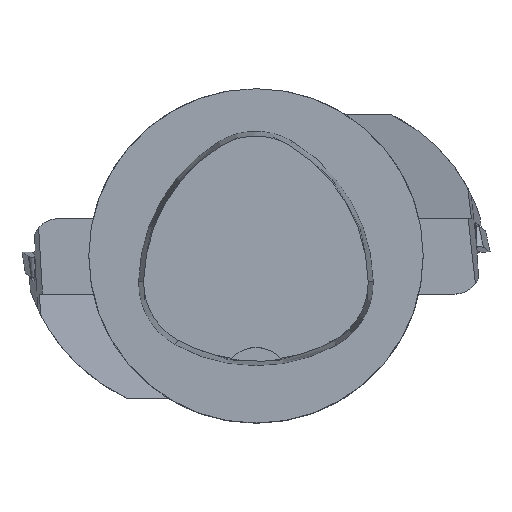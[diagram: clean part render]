
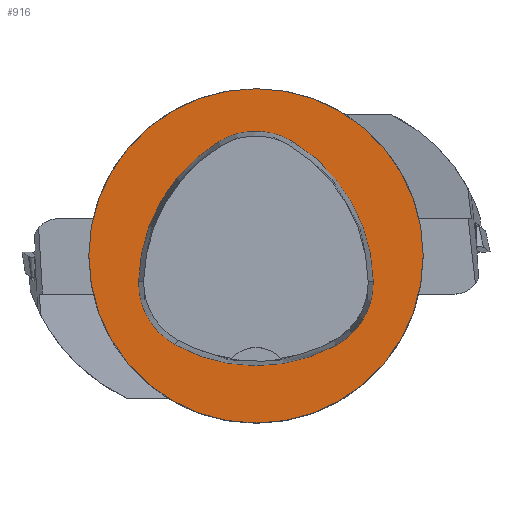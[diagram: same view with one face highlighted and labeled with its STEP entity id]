
A CAD part, top view. The second image highlights one B-rep face of the part: STEP entity #916.
In plain terms, the highlighted planar face has unit normal (0, 0, 1).
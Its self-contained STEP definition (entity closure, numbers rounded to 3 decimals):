
#392=CIRCLE('',#4751,20.);
#394=CIRCLE('',#4754,8.5);
#396=CIRCLE('',#4757,20.);
#398=CIRCLE('',#4760,8.5);
#402=CIRCLE('',#4765,20.);
#404=CIRCLE('',#4768,8.5);
#407=CIRCLE('',#4773,20.);
#916=ADVANCED_FACE('',(#1220,#1221),#1099,.T.);
#1099=PLANE('',#4774);
#1220=FACE_BOUND('',#1446,.T.);
#1221=FACE_BOUND('',#1447,.T.);
#1446=EDGE_LOOP('',(#2347,#2348,#2349,#2350,#2351,#2352));
#1447=EDGE_LOOP('',(#2353));
#2347=ORIENTED_EDGE('',*,*,#3496,.T.);
#2348=ORIENTED_EDGE('',*,*,#3476,.T.);
#2349=ORIENTED_EDGE('',*,*,#3480,.T.);
#2350=ORIENTED_EDGE('',*,*,#3483,.T.);
#2351=ORIENTED_EDGE('',*,*,#3486,.T.);
#2352=ORIENTED_EDGE('',*,*,#3494,.T.);
#2353=ORIENTED_EDGE('',*,*,#3499,.F.);
#2958=VERTEX_POINT('',#7177);
#2959=VERTEX_POINT('',#7178);
#2962=VERTEX_POINT('',#7186);
#2964=VERTEX_POINT('',#7192);
#2966=VERTEX_POINT('',#7198);
#2973=VERTEX_POINT('',#7219);
#2974=VERTEX_POINT('',#7229);
#3476=EDGE_CURVE('',#2958,#2959,#392,.T.);
#3480=EDGE_CURVE('',#2959,#2962,#394,.T.);
#3483=EDGE_CURVE('',#2962,#2964,#396,.T.);
#3486=EDGE_CURVE('',#2964,#2966,#398,.T.);
#3494=EDGE_CURVE('',#2966,#2973,#402,.T.);
#3496=EDGE_CURVE('',#2973,#2958,#404,.T.);
#3499=EDGE_CURVE('',#2974,#2974,#407,.T.);
#4751=AXIS2_PLACEMENT_3D('',#7176,#5634,#5635);
#4754=AXIS2_PLACEMENT_3D('',#7185,#5642,#5643);
#4757=AXIS2_PLACEMENT_3D('',#7191,#5649,#5650);
#4760=AXIS2_PLACEMENT_3D('',#7197,#5656,#5657);
#4765=AXIS2_PLACEMENT_3D('',#7220,#5668,#5669);
#4768=AXIS2_PLACEMENT_3D('',#7223,#5674,#5675);
#4773=AXIS2_PLACEMENT_3D('',#7228,#5684,#5685);
#4774=AXIS2_PLACEMENT_3D('',#7230,#5686,#5687);
#5634=DIRECTION('',(0.,0.,-1.));
#5635=DIRECTION('',(-1.,0.,0.));
#5642=DIRECTION('',(0.,0.,-1.));
#5643=DIRECTION('',(-1.,0.,0.));
#5649=DIRECTION('',(0.,0.,-1.));
#5650=DIRECTION('',(-1.,0.,0.));
#5656=DIRECTION('',(0.,0.,-1.));
#5657=DIRECTION('',(-1.,0.,0.));
#5668=DIRECTION('',(0.,0.,-1.));
#5669=DIRECTION('',(-1.,0.,0.));
#5674=DIRECTION('',(0.,0.,-1.));
#5675=DIRECTION('',(-1.,0.,0.));
#5684=DIRECTION('',(0.,0.,-1.));
#5685=DIRECTION('',(-1.,0.,0.));
#5686=DIRECTION('',(0.,0.,1.));
#5687=DIRECTION('',(1.,0.,0.));
#7176=CARTESIAN_POINT('',(5.955,-3.414,0.));
#7177=CARTESIAN_POINT('',(-14.041,-3.042,0.));
#7178=CARTESIAN_POINT('',(-4.472,13.653,0.));
#7185=CARTESIAN_POINT('',(-0.04,6.4,0.));
#7186=CARTESIAN_POINT('',(4.347,13.68,0.));
#7191=CARTESIAN_POINT('',(-5.976,-3.45,0.));
#7192=CARTESIAN_POINT('',(14.021,-3.075,0.));
#7197=CARTESIAN_POINT('',(5.522,-3.235,0.));
#7198=CARTESIAN_POINT('',(9.588,-10.699,0.));
#7219=CARTESIAN_POINT('',(-9.655,-10.639,0.));
#7220=CARTESIAN_POINT('',(0.022,6.864,0.));
#7223=CARTESIAN_POINT('',(-5.543,-3.2,0.));
#7228=CARTESIAN_POINT('',(0.,0.,0.));
#7229=CARTESIAN_POINT('',(-20.,0.,0.));
#7230=CARTESIAN_POINT('',(0.,0.,0.));
